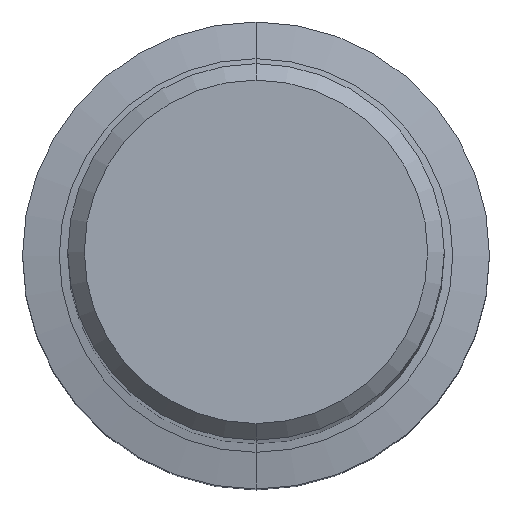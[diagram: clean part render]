
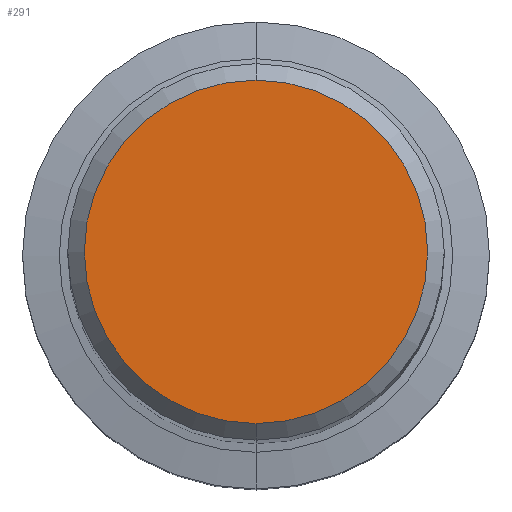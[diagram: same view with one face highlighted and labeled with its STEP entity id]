
A CAD part, top view. The second image highlights one B-rep face of the part: STEP entity #291.
In plain terms, the highlighted planar face has unit normal (0, 0, 1).
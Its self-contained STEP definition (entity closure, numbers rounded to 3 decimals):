
#209=EDGE_CURVE('',#507,#417,#565,.T.);
#291=ADVANCED_FACE('',(#654),#655,.T.);
#417=VERTEX_POINT('',#798);
#501=EDGE_CURVE('',#417,#507,#889,.T.);
#507=VERTEX_POINT('',#897);
#565=CIRCLE('',#955,6.25);
#654=FACE_OUTER_BOUND('',#1177,.T.);
#655=PLANE('',#1178);
#798=CARTESIAN_POINT('',(0.0,6.25,0.0));
#889=CIRCLE('',#1660,6.25);
#897=CARTESIAN_POINT('',(0.,-6.25,0.0));
#955=AXIS2_PLACEMENT_3D('',#1728,#1729,#1730);
#1177=EDGE_LOOP('',(#1820,#1821));
#1178=AXIS2_PLACEMENT_3D('',#1822,#1823,#1824);
#1660=AXIS2_PLACEMENT_3D('',#2087,#2088,#2089);
#1728=CARTESIAN_POINT('',(0.0,0.0,0.0));
#1729=DIRECTION('',(0.0,0.0,-1.0));
#1730=DIRECTION('',(0.0,1.0,0.0));
#1820=ORIENTED_EDGE('',*,*,#501,.F.);
#1821=ORIENTED_EDGE('',*,*,#209,.F.);
#1822=CARTESIAN_POINT('',(0.0,3.125,0.0));
#1823=DIRECTION('',(-0.0,0.0,1.0));
#1824=DIRECTION('',(0.0,-1.0,0.0));
#2087=CARTESIAN_POINT('',(0.0,0.0,0.0));
#2088=DIRECTION('',(0.0,0.0,-1.0));
#2089=DIRECTION('',(0.0,1.0,0.0));
